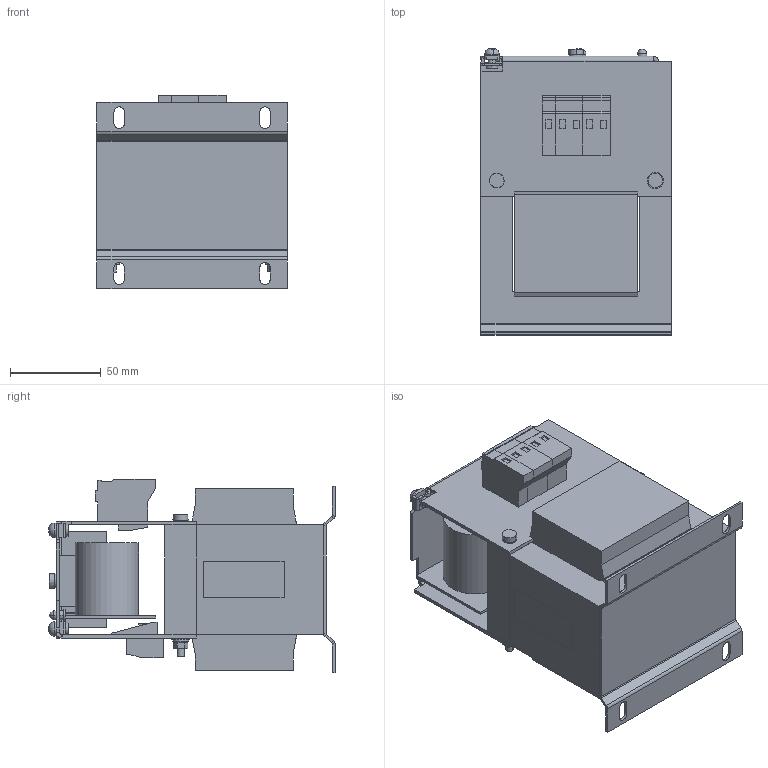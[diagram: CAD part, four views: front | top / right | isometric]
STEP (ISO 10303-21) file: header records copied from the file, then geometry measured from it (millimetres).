
FILE_DESCRIPTION (( 'STEP AP214' ), '1' );
FILE_NAME ('1002205.STEP', '2025-02-20T15:15:41', ( '' ), ( '' ), 'SwSTEP 2.0', 'SolidWorks 2022', '' );
FILE_SCHEMA (( 'AUTOMOTIVE_DESIGN' ));
Length unit declared in the file: millimetre
Products named in the file (1): 1002205
Bounding box: 105.1 x 158 x 107 mm (x, y, z)
Volume: 888369.4 mm3; surface area: 159078 mm2
Topology: 1 solids, 1 shells, 708 faces, 1784 edges, 1101 vertices
Faces by surface type: plane 551, cylinder 125, bspline 22, torus 4, cone 4, sphere 2
Entity records: 21174 total; most frequent: CARTESIAN_POINT 4326, ORIENTED_EDGE 3508, DIRECTION 3374, EDGE_CURVE 1754, LINE 1324, VECTOR 1324, VERTEX_POINT 1099, AXIS2_PLACEMENT_3D 1025
